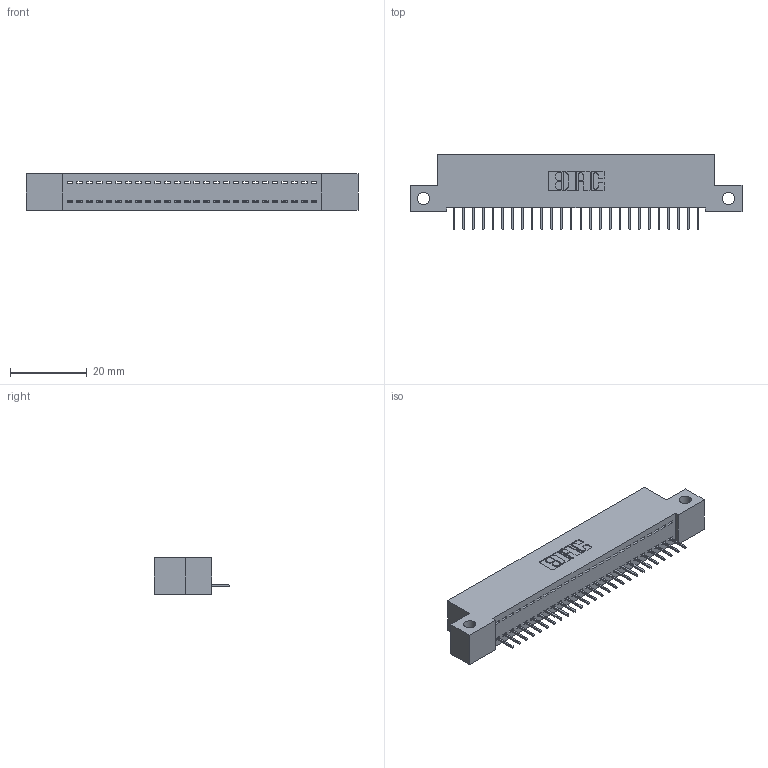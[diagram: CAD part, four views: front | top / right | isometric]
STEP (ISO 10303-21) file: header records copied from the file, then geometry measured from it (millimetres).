
FILE_DESCRIPTION (( 'STEP AP203' ), '1' );
FILE_NAME ('342-026-524-112.STEP', '2019-10-02T01:13:18', ( '' ), ( '' ), 'SwSTEP 2.0', 'SolidWorks 2016', '' );
FILE_SCHEMA (( 'CONFIG_CONTROL_DESIGN' ));
Length unit declared in the file: inch
Products named in the file (3): 342 Part_Side Mount; 345-292-001_345-293-124; 342-026-524-112
Assembly tree (27 placements, depth 2):
  342-026-524-112
    342 Part_Side Mount
    345-292-001_345-293-124  x26
Bounding box: 86.36 x 19.69 x 9.4 mm (x, y, z)
Volume: 7336.5 mm3; surface area: 9992.4 mm2
Topology: 27 solids, 27 shells, 1722 faces, 4979 edges, 3214 vertices
Faces by surface type: plane 1314, cylinder 408
Entity records: 17909 total; most frequent: CARTESIAN_POINT 3096, ORIENTED_EDGE 3058, DIRECTION 2645, EDGE_CURVE 1529, LINE 1405, VECTOR 1405, VERTEX_POINT 1014, AXIS2_PLACEMENT_3D 620
